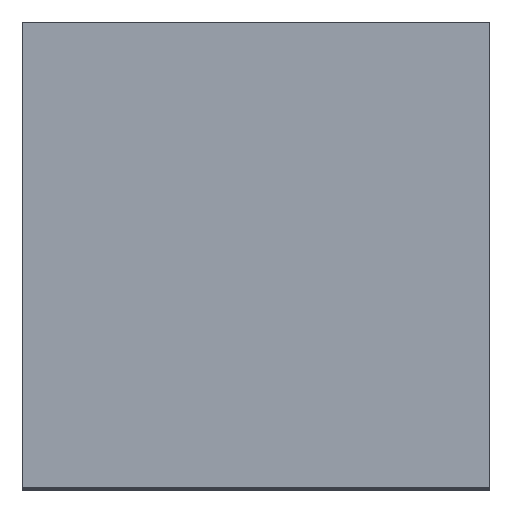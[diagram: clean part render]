
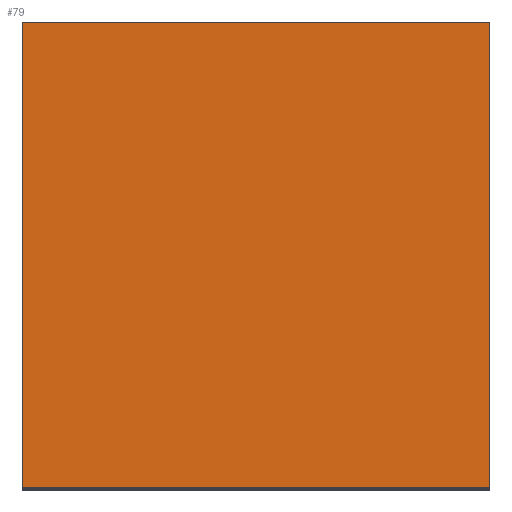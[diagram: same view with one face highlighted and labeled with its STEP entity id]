
A CAD part, top view. The second image highlights one B-rep face of the part: STEP entity #79.
In plain terms, the highlighted planar face has unit normal (0, 0, 1).
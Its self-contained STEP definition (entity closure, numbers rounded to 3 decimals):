
#34 = CARTESIAN_POINT ( 'NONE',  ( 0., 1000., 75. ) ) ;
#63 = VECTOR ( 'NONE', #653, 1000. ) ;
#79 = ADVANCED_FACE ( 'NONE', ( #1057 ), #322, .T. ) ;
#83 = CARTESIAN_POINT ( 'NONE',  ( 0., 1000., 75. ) ) ;
#148 = VECTOR ( 'NONE', #483, 1000. ) ;
#152 = DIRECTION ( 'NONE',  ( 0., 0., 1. ) ) ;
#153 = VERTEX_POINT ( 'NONE', #195 ) ;
#158 = ORIENTED_EDGE ( 'NONE', *, *, #920, .T. ) ;
#182 = CARTESIAN_POINT ( 'NONE',  ( -1000., 1000., 75. ) ) ;
#195 = CARTESIAN_POINT ( 'NONE',  ( -1000., 1000., 75. ) ) ;
#212 = EDGE_CURVE ( 'NONE', #153, #566, #913, .T. ) ;
#302 = ORIENTED_EDGE ( 'NONE', *, *, #763, .F. ) ;
#322 = PLANE ( 'NONE',  #940 ) ;
#412 = CARTESIAN_POINT ( 'NONE',  ( 0., 6., 75. ) ) ;
#426 = VERTEX_POINT ( 'NONE', #412 ) ;
#463 = ORIENTED_EDGE ( 'NONE', *, *, #674, .T. ) ;
#483 = DIRECTION ( 'NONE',  ( 0., -1., 0. ) ) ;
#508 = DIRECTION ( 'NONE',  ( 1., 0., 0. ) ) ;
#566 = VERTEX_POINT ( 'NONE', #34 ) ;
#568 = ORIENTED_EDGE ( 'NONE', *, *, #212, .F. ) ;
#607 = CARTESIAN_POINT ( 'NONE',  ( -1000., 1000., 75. ) ) ;
#648 = VERTEX_POINT ( 'NONE', #880 ) ;
#653 = DIRECTION ( 'NONE',  ( 1., 0., 0. ) ) ;
#674 = EDGE_CURVE ( 'NONE', #648, #426, #722, .T. ) ;
#722 = LINE ( 'NONE', #873, #63 ) ;
#763 = EDGE_CURVE ( 'NONE', #566, #426, #823, .T. ) ;
#780 = LINE ( 'NONE', #607, #894 ) ;
#820 = VECTOR ( 'NONE', #508, 1000. ) ;
#823 = LINE ( 'NONE', #83, #148 ) ;
#827 = DIRECTION ( 'NONE',  ( 0., -1., 0. ) ) ;
#873 = CARTESIAN_POINT ( 'NONE',  ( -1000., 6., 75. ) ) ;
#880 = CARTESIAN_POINT ( 'NONE',  ( -1000., 6., 75. ) ) ;
#893 = CARTESIAN_POINT ( 'NONE',  ( -1000., 1000., 75. ) ) ;
#894 = VECTOR ( 'NONE', #1016, 1000. ) ;
#913 = LINE ( 'NONE', #182, #820 ) ;
#920 = EDGE_CURVE ( 'NONE', #153, #648, #780, .T. ) ;
#932 = EDGE_LOOP ( 'NONE', ( #302, #568, #158, #463 ) ) ;
#940 = AXIS2_PLACEMENT_3D ( 'NONE', #893, #152, #827 ) ;
#1016 = DIRECTION ( 'NONE',  ( 0., -1., 0. ) ) ;
#1057 = FACE_OUTER_BOUND ( 'NONE', #932, .T. ) ;
